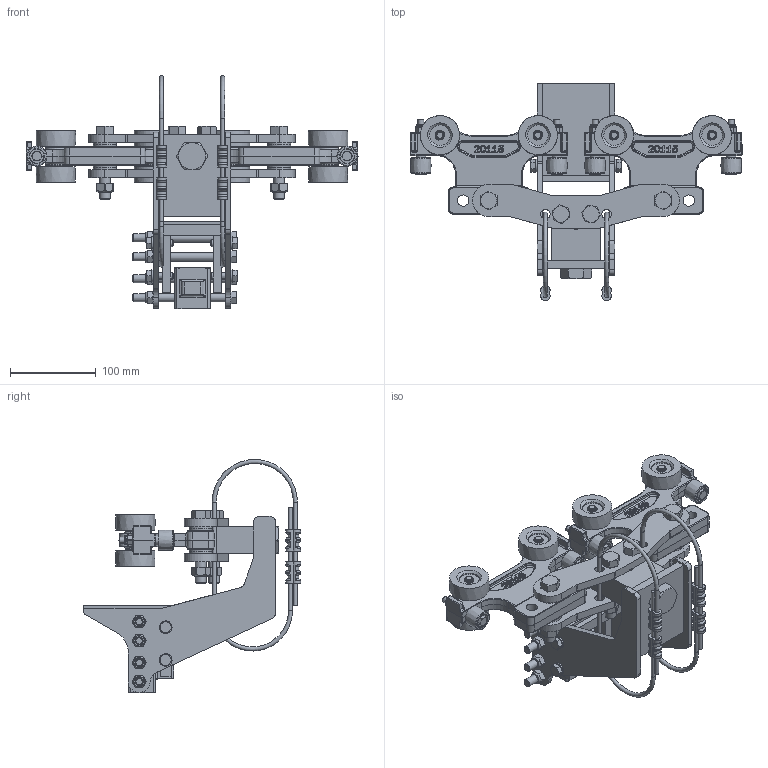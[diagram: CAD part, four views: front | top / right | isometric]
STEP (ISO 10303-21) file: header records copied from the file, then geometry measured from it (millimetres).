
FILE_DESCRIPTION((''),'2;1');
FILE_NAME('22605 ETA-4-5 RIGID LOW HEADROOM END TRUCK.stp','2011-04-18T06:36:03',('jholman'),(''),'Autodesk Inventor 2011','Autodesk Inventor 2011','');
FILE_SCHEMA(('AUTOMOTIVE_DESIGN { 1 0 10303 214 1 1 1 1 }'));
Length unit declared in the file: inch
Products named in the file (33): 22605; 25336; 3D11MUF4B; 3D11NUF4D; 3D1193E4C; Unbrako (Slotted - Inch) 3/16 x 1.1/4; Hex Bolt - Inch 1/2-13 UNC - 3; Prevailing Torque Type Hex Nut - UNC (Regular Thread - Inch)  (IFI) 1/2 - 13 Metal Type; Hex Bolt - Inch 3/8-16 UNC - 4.5; Prevailing Torque Type Hex Nut - Inch (IFI) 3/8 - 16 Top Insert Type; 3D11SUF4A; Hex Bolt - Inch 5/16-18 UNC - 1; Regular Helical Spring Lock Washer (Inch) 5/16; Plain Washer (Inch) 1/2 - narrow - Type A; 3D114OD4A; 3D11TUF4C; 20115; 59801M; 59801; 3D11N9B4B; 3D11N7B4C; 3D11V6B4B; 3D11D6B4A; 3D11F6B4A; 3D1185B4B; 3D11SWF4A; 3D11QWF4A; 3D11RWF4A; 3D11TWF4A; 3D11UWF4A; 3D110XF4B; 3D11Q9B4A; Heavy Hex Structural Bolt - Inch 3/4-10 UNC - 2.25
Assembly tree (76 placements, depth 4):
  22605
    25336
    3D11MUF4B
    3D11NUF4D  x2
    3D1193E4C
    Unbrako (Slotted - Inch) 3/16 x 1.1/4
    Hex Bolt - Inch 1/2-13 UNC - 3  x4
    Prevailing Torque Type Hex Nut - UNC (Regular Thread - Inch)  (IFI) 1/2 - 13 Metal Type  x4
    Hex Bolt - Inch 3/8-16 UNC - 4.5  x4
    Prevailing Torque Type Hex Nut - Inch (IFI) 3/8 - 16 Top Insert Type  x4
    3D11SUF4A  x2
    Hex Bolt - Inch 5/16-18 UNC - 1  x4
    Regular Helical Spring Lock Washer (Inch) 5/16  x4
    Plain Washer (Inch) 1/2 - narrow - Type A  x8
    3D114OD4A  x4
    3D11TUF4C  x2
    20115  x2
      59801M
        59801
      3D11N9B4B
        3D11N7B4C
        3D11V6B4B
      3D11D6B4A
      3D11F6B4A
      3D1185B4B
      3D11SWF4A
        3D11QWF4A
        3D11RWF4A
        3D11TWF4A  x2
        3D11UWF4A
      3D110XF4B
      3D11Q9B4A
    Heavy Hex Structural Bolt - Inch 3/4-10 UNC - 2.25
Bounding box: 387.35 x 253.5 x 271.95 mm (x, y, z)
Volume: 1465508.9 mm3; surface area: 481401.5 mm2
Topology: 109 solids, 109 shells, 3433 faces, 8000 edges, 4775 vertices
Faces by surface type: plane 1281, cylinder 833, bspline 608, cone 354, torus 269, sphere 88
Full cylindrical faces by diameter (mm): 1.041 x16, 1.194 x8, 4.763 x10, 6.35 x4, 6.401 x4, 6.909 x4, 7 x8, 7.036 x4, 7.099 x4, 7.137 x4, 7.798 x4, 7.938 x4, 8.731 x4, 9.525 x12, 9.855 x4, 10.249 x4, 10.319 x2, 10.592 x4, 10.716 x8, 11.113 x4, 11.176 x4, 12 x4, 12.7 x12, 13 x6, 13.081 x4, 13.096 x2, 13.097 x4, 13.487 x8, 13.494 x4, 14.275 x4
Entity records: 41713 total; most frequent: CARTESIAN_POINT 12658, DIRECTION 5824, ORIENTED_EDGE 5560, EDGE_CURVE 2780, AXIS2_PLACEMENT_3D 2220, VERTEX_POINT 1772, EDGE_LOOP 1552, VECTOR 1384
